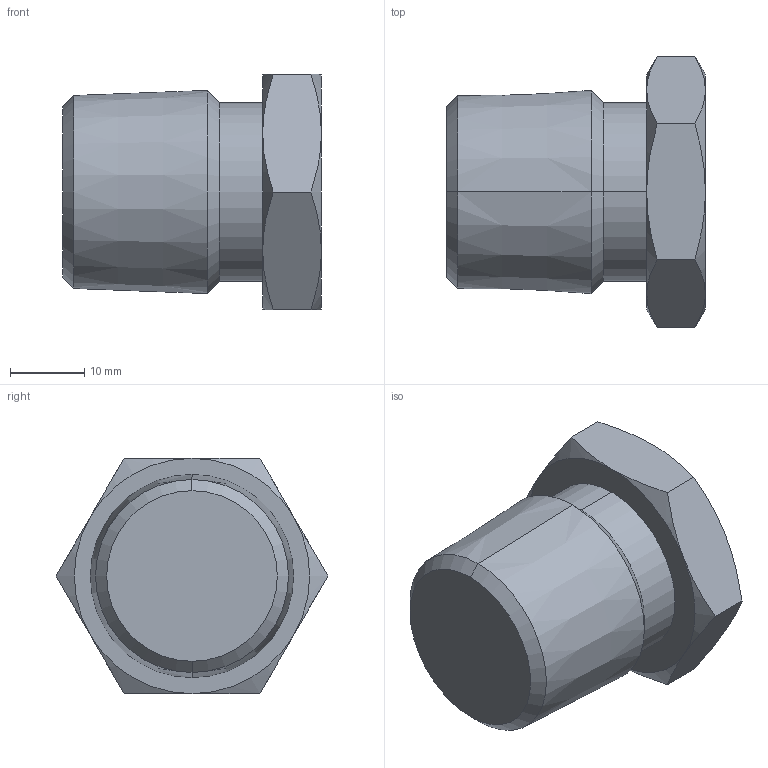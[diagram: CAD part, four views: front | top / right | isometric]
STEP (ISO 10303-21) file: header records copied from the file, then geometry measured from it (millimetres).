
FILE_DESCRIPTION (( 'STEP AP214' ), '1' );
FILE_NAME ('AD-12MNGTSS-BL.STEP', '2016-10-21T17:00:08', ( 'Accounteks' ), ( '' ), 'SwSTEP 2.0', 'SolidWorks 2012', '' );
FILE_SCHEMA (( 'AUTOMOTIVE_DESIGN' ));
Length unit declared in the file: inch
Products named in the file (1): AD-12MNGTSS-BL
Bounding box: 34.92 x 36.66 x 31.75 mm (x, y, z)
Volume: 21193.8 mm3; surface area: 4802.8 mm2
Topology: 1 solids, 1 shells, 29 faces, 60 edges, 34 vertices
Faces by surface type: cone 18, plane 9, cylinder 2
Entity records: 896 total; most frequent: CARTESIAN_POINT 276, ORIENTED_EDGE 120, DIRECTION 118, EDGE_CURVE 60, AXIS2_PLACEMENT_3D 52, VERTEX_POINT 34, EDGE_LOOP 30, ADVANCED_FACE 29
